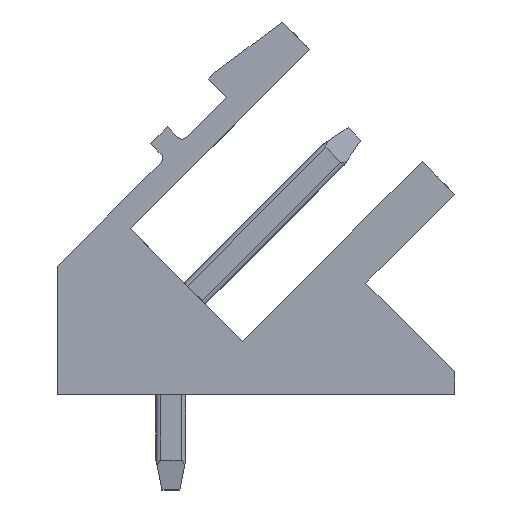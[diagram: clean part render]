
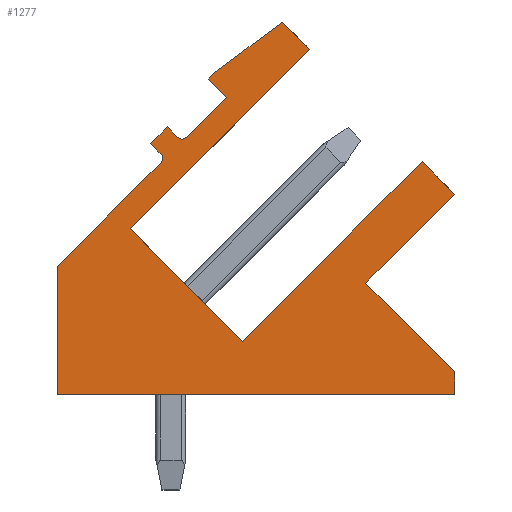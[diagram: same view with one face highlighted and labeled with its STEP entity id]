
A CAD part, left-side view. The second image highlights one B-rep face of the part: STEP entity #1277.
In plain terms, the highlighted planar face has unit normal (-1, 0, 0).
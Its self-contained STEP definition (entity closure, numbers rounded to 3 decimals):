
#1138=AXIS2_PLACEMENT_3D('Circle Axis2P3D',#1136,#1137,$) ;
#1152=AXIS2_PLACEMENT_3D('Plane Axis2P3D',#1149,#1150,#1151) ;
#1196=AXIS2_PLACEMENT_3D('Circle Axis2P3D',#1194,#1195,$) ;
#224=CARTESIAN_POINT('Vertex',(0.,8.98,11.809)) ;
#227=CARTESIAN_POINT('Line Origine',(0.,8.309,12.481)) ;
#231=CARTESIAN_POINT('Vertex',(0.,7.637,13.153)) ;
#590=CARTESIAN_POINT('Vertex',(0.,4.851,14.751)) ;
#593=CARTESIAN_POINT('Line Origine',(0.,7.856,11.746)) ;
#597=CARTESIAN_POINT('Vertex',(0.,10.861,8.74)) ;
#663=CARTESIAN_POINT('Vertex',(0.,5.77,15.67)) ;
#666=CARTESIAN_POINT('Line Origine',(0.,5.31,15.21)) ;
#957=CARTESIAN_POINT('Line Origine',(0.,7.941,13.457)) ;
#961=CARTESIAN_POINT('Vertex',(0.,8.245,13.761)) ;
#1133=CARTESIAN_POINT('Vertex',(0.,9.263,11.809)) ;
#1136=CARTESIAN_POINT('Axis2P3D Location',(0.,9.122,11.951)) ;
#1149=CARTESIAN_POINT('Axis2P3D Location',(0.,0.,0.)) ;
#1154=CARTESIAN_POINT('Line Origine',(0.,8.98,6.859)) ;
#1158=CARTESIAN_POINT('Vertex',(0.,7.099,4.979)) ;
#1161=CARTESIAN_POINT('Line Origine',(0.,6.901,14.821)) ;
#1165=CARTESIAN_POINT('Vertex',(0.,8.033,13.973)) ;
#1168=CARTESIAN_POINT('Line Origine',(0.,8.139,13.867)) ;
#1173=CARTESIAN_POINT('Line Origine',(0.,9.44,11.986)) ;
#1177=CARTESIAN_POINT('Vertex',(0.,9.617,12.163)) ;
#1180=CARTESIAN_POINT('Line Origine',(0.,9.899,11.88)) ;
#1184=CARTESIAN_POINT('Vertex',(0.,10.182,11.597)) ;
#1187=CARTESIAN_POINT('Line Origine',(0.,10.006,11.42)) ;
#1191=CARTESIAN_POINT('Vertex',(0.,9.829,11.244)) ;
#1194=CARTESIAN_POINT('Axis2P3D Location',(0.,9.97,11.102)) ;
#1198=CARTESIAN_POINT('Vertex',(0.,9.829,10.961)) ;
#1201=CARTESIAN_POINT('Line Origine',(0.,11.564,9.225)) ;
#1205=CARTESIAN_POINT('Vertex',(0.,13.3,7.489)) ;
#1208=CARTESIAN_POINT('Line Origine',(0.,13.3,5.345)) ;
#1212=CARTESIAN_POINT('Vertex',(0.,13.3,3.2)) ;
#1215=CARTESIAN_POINT('Line Origine',(0.,6.65,3.2)) ;
#1219=CARTESIAN_POINT('Vertex',(0.,0.,3.2)) ;
#1222=CARTESIAN_POINT('Line Origine',(0.,0.,3.58)) ;
#1226=CARTESIAN_POINT('Vertex',(0.,0.,3.96)) ;
#1229=CARTESIAN_POINT('Line Origine',(0.,1.485,5.445)) ;
#1233=CARTESIAN_POINT('Vertex',(0.,2.97,6.93)) ;
#1236=CARTESIAN_POINT('Line Origine',(0.,1.485,8.415)) ;
#1240=CARTESIAN_POINT('Vertex',(0.,0.,9.9)) ;
#1243=CARTESIAN_POINT('Line Origine',(0.,0.544,10.444)) ;
#1247=CARTESIAN_POINT('Vertex',(0.,1.089,10.989)) ;
#1250=CARTESIAN_POINT('Line Origine',(0.,4.094,7.984)) ;
#228=DIRECTION('Vector Direction',(0.,-0.707,0.707)) ;
#594=DIRECTION('Vector Direction',(0.,0.707,-0.707)) ;
#667=DIRECTION('Vector Direction',(0.,-0.707,-0.707)) ;
#958=DIRECTION('Vector Direction',(0.,0.707,0.707)) ;
#1137=DIRECTION('Axis2P3D Direction',(-1.,0.,0.)) ;
#1150=DIRECTION('Axis2P3D Direction',(-1.,0.,0.)) ;
#1151=DIRECTION('Axis2P3D XDirection',(0.,0.,1.)) ;
#1155=DIRECTION('Vector Direction',(0.,-0.707,-0.707)) ;
#1162=DIRECTION('Vector Direction',(0.,-0.8,0.6)) ;
#1169=DIRECTION('Vector Direction',(0.,-0.707,0.707)) ;
#1174=DIRECTION('Vector Direction',(0.,-0.707,-0.707)) ;
#1181=DIRECTION('Vector Direction',(0.,-0.707,0.707)) ;
#1188=DIRECTION('Vector Direction',(0.,0.707,0.707)) ;
#1195=DIRECTION('Axis2P3D Direction',(-1.,0.,0.)) ;
#1202=DIRECTION('Vector Direction',(0.,-0.707,0.707)) ;
#1209=DIRECTION('Vector Direction',(0.,0.,1.)) ;
#1216=DIRECTION('Vector Direction',(0.,1.,0.)) ;
#1223=DIRECTION('Vector Direction',(0.,0.,-1.)) ;
#1230=DIRECTION('Vector Direction',(0.,-0.707,-0.707)) ;
#1237=DIRECTION('Vector Direction',(0.,0.707,-0.707)) ;
#1244=DIRECTION('Vector Direction',(0.,-0.707,-0.707)) ;
#1251=DIRECTION('Vector Direction',(0.,-0.707,0.707)) ;
#229=VECTOR('Line Direction',#228,1.) ;
#595=VECTOR('Line Direction',#594,1.) ;
#668=VECTOR('Line Direction',#667,1.) ;
#959=VECTOR('Line Direction',#958,1.) ;
#1156=VECTOR('Line Direction',#1155,1.) ;
#1163=VECTOR('Line Direction',#1162,1.) ;
#1170=VECTOR('Line Direction',#1169,1.) ;
#1175=VECTOR('Line Direction',#1174,1.) ;
#1182=VECTOR('Line Direction',#1181,1.) ;
#1189=VECTOR('Line Direction',#1188,1.) ;
#1203=VECTOR('Line Direction',#1202,1.) ;
#1210=VECTOR('Line Direction',#1209,1.) ;
#1217=VECTOR('Line Direction',#1216,1.) ;
#1224=VECTOR('Line Direction',#1223,1.) ;
#1231=VECTOR('Line Direction',#1230,1.) ;
#1238=VECTOR('Line Direction',#1237,1.) ;
#1245=VECTOR('Line Direction',#1244,1.) ;
#1252=VECTOR('Line Direction',#1251,1.) ;
#1256=ORIENTED_EDGE('',*,*,#1160,.T.) ;
#1257=ORIENTED_EDGE('',*,*,#599,.T.) ;
#1258=ORIENTED_EDGE('',*,*,#670,.T.) ;
#1259=ORIENTED_EDGE('',*,*,#1167,.T.) ;
#1260=ORIENTED_EDGE('',*,*,#1172,.T.) ;
#1261=ORIENTED_EDGE('',*,*,#963,.T.) ;
#1262=ORIENTED_EDGE('',*,*,#233,.T.) ;
#1263=ORIENTED_EDGE('',*,*,#1140,.T.) ;
#1264=ORIENTED_EDGE('',*,*,#1179,.T.) ;
#1265=ORIENTED_EDGE('',*,*,#1186,.T.) ;
#1266=ORIENTED_EDGE('',*,*,#1193,.T.) ;
#1267=ORIENTED_EDGE('',*,*,#1200,.T.) ;
#1268=ORIENTED_EDGE('',*,*,#1207,.T.) ;
#1269=ORIENTED_EDGE('',*,*,#1214,.T.) ;
#1270=ORIENTED_EDGE('',*,*,#1221,.T.) ;
#1271=ORIENTED_EDGE('',*,*,#1228,.T.) ;
#1272=ORIENTED_EDGE('',*,*,#1235,.T.) ;
#1273=ORIENTED_EDGE('',*,*,#1242,.T.) ;
#1274=ORIENTED_EDGE('',*,*,#1249,.T.) ;
#1275=ORIENTED_EDGE('',*,*,#1254,.T.) ;
#1277=ADVANCED_FACE('Housing',(#1276),#1153,.T.) ;
#1139=CIRCLE('generated circle',#1138,0.2) ;
#1197=CIRCLE('generated circle',#1196,0.2) ;
#233=EDGE_CURVE('',#232,#225,#230,.F.) ;
#599=EDGE_CURVE('',#598,#591,#596,.F.) ;
#670=EDGE_CURVE('',#591,#664,#669,.F.) ;
#963=EDGE_CURVE('',#962,#232,#960,.F.) ;
#1140=EDGE_CURVE('',#225,#1134,#1139,.F.) ;
#1160=EDGE_CURVE('',#1159,#598,#1157,.F.) ;
#1167=EDGE_CURVE('',#664,#1166,#1164,.F.) ;
#1172=EDGE_CURVE('',#1166,#962,#1171,.F.) ;
#1179=EDGE_CURVE('',#1134,#1178,#1176,.F.) ;
#1186=EDGE_CURVE('',#1178,#1185,#1183,.F.) ;
#1193=EDGE_CURVE('',#1185,#1192,#1190,.F.) ;
#1200=EDGE_CURVE('',#1192,#1199,#1197,.F.) ;
#1207=EDGE_CURVE('',#1199,#1206,#1204,.F.) ;
#1214=EDGE_CURVE('',#1206,#1213,#1211,.F.) ;
#1221=EDGE_CURVE('',#1213,#1220,#1218,.F.) ;
#1228=EDGE_CURVE('',#1220,#1227,#1225,.F.) ;
#1235=EDGE_CURVE('',#1227,#1234,#1232,.F.) ;
#1242=EDGE_CURVE('',#1234,#1241,#1239,.F.) ;
#1249=EDGE_CURVE('',#1241,#1248,#1246,.F.) ;
#1254=EDGE_CURVE('',#1248,#1159,#1253,.F.) ;
#1255=EDGE_LOOP('',(#1256,#1257,#1258,#1259,#1260,#1261,#1262,#1263,#1264,#1265,#1266,#1267,#1268,#1269,#1270,#1271,#1272,#1273,#1274,#1275)) ;
#1276=FACE_OUTER_BOUND('',#1255,.T.) ;
#230=LINE('Line',#227,#229) ;
#596=LINE('Line',#593,#595) ;
#669=LINE('Line',#666,#668) ;
#960=LINE('Line',#957,#959) ;
#1157=LINE('Line',#1154,#1156) ;
#1164=LINE('Line',#1161,#1163) ;
#1171=LINE('Line',#1168,#1170) ;
#1176=LINE('Line',#1173,#1175) ;
#1183=LINE('Line',#1180,#1182) ;
#1190=LINE('Line',#1187,#1189) ;
#1204=LINE('Line',#1201,#1203) ;
#1211=LINE('Line',#1208,#1210) ;
#1218=LINE('Line',#1215,#1217) ;
#1225=LINE('Line',#1222,#1224) ;
#1232=LINE('Line',#1229,#1231) ;
#1239=LINE('Line',#1236,#1238) ;
#1246=LINE('Line',#1243,#1245) ;
#1253=LINE('Line',#1250,#1252) ;
#1153=PLANE('',#1152) ;
#225=VERTEX_POINT('',#224) ;
#232=VERTEX_POINT('',#231) ;
#591=VERTEX_POINT('',#590) ;
#598=VERTEX_POINT('',#597) ;
#664=VERTEX_POINT('',#663) ;
#962=VERTEX_POINT('',#961) ;
#1134=VERTEX_POINT('',#1133) ;
#1159=VERTEX_POINT('',#1158) ;
#1166=VERTEX_POINT('',#1165) ;
#1178=VERTEX_POINT('',#1177) ;
#1185=VERTEX_POINT('',#1184) ;
#1192=VERTEX_POINT('',#1191) ;
#1199=VERTEX_POINT('',#1198) ;
#1206=VERTEX_POINT('',#1205) ;
#1213=VERTEX_POINT('',#1212) ;
#1220=VERTEX_POINT('',#1219) ;
#1227=VERTEX_POINT('',#1226) ;
#1234=VERTEX_POINT('',#1233) ;
#1241=VERTEX_POINT('',#1240) ;
#1248=VERTEX_POINT('',#1247) ;
